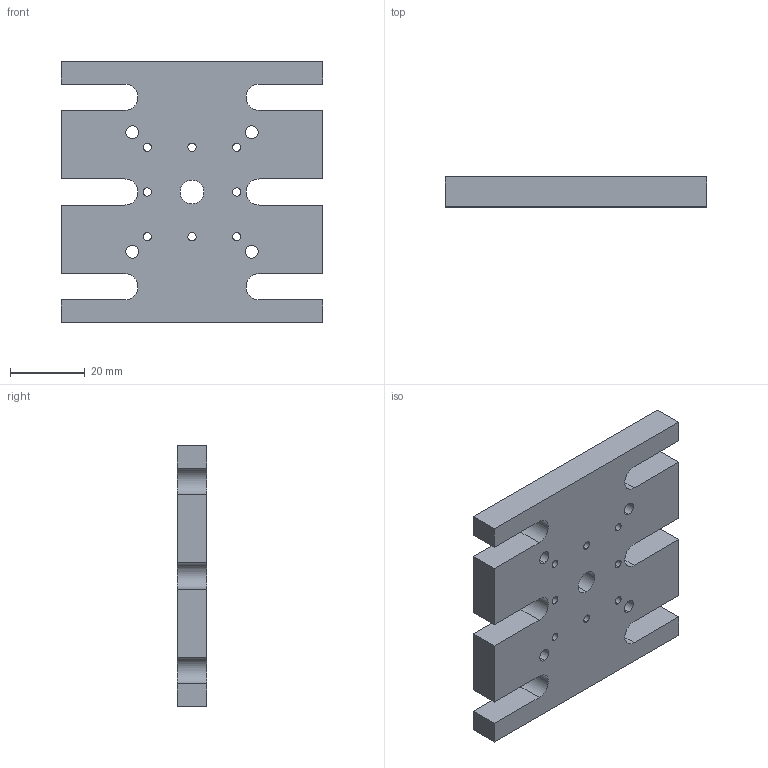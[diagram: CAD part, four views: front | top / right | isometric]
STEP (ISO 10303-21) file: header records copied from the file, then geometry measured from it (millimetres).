
FILE_DESCRIPTION (( 'STEP AP203' ), '1' );
FILE_NAME ('66491.STEP', '2010-01-20T04:23:26', ( '' ), ( '' ), 'SwSTEP 2.0', 'SolidWorks 2007', '' );
FILE_SCHEMA (( 'CONFIG_CONTROL_DESIGN' ));
Length unit declared in the file: millimetre
Products named in the file (2): 66491; 66491_蹬怮椔
Assembly tree (1 placements, depth 2):
  66491
    66491_蹬怮椔
Bounding box: 70 x 8 x 70 mm (x, y, z)
Volume: 31762.4 mm3; surface area: 12955.6 mm2
Topology: 1 solids, 1 shells, 56 faces, 162 edges, 108 vertices
Faces by surface type: cylinder 32, plane 24
Entity records: 2118 total; most frequent: DIRECTION 346, CARTESIAN_POINT 330, ORIENTED_EDGE 324, EDGE_CURVE 162, AXIS2_PLACEMENT_3D 124, VERTEX_POINT 108, LINE 98, VECTOR 98
